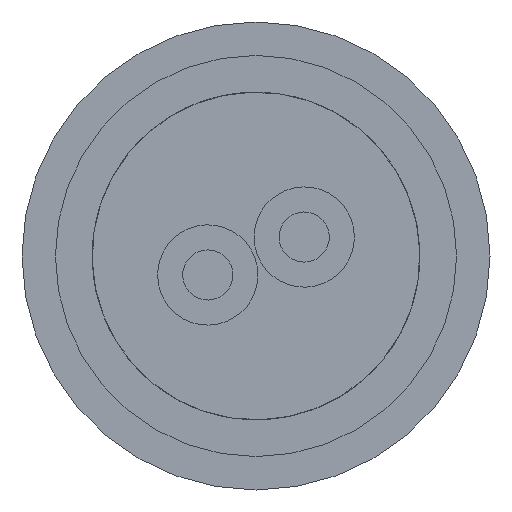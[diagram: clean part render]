
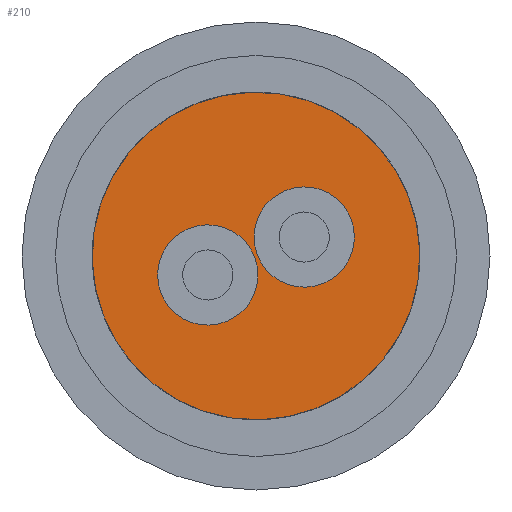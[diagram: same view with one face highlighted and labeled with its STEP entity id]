
A CAD part, front view. The second image highlights one B-rep face of the part: STEP entity #210.
In plain terms, the highlighted face is planar.
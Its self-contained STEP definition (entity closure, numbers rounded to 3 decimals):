
#18 = DIRECTION ( 'NONE',  ( 1., 0., 0. ) ) ;
#37 = DIRECTION ( 'NONE',  ( 0., 0., -1. ) ) ;
#51 = AXIS2_PLACEMENT_3D ( 'NONE', #321, #1158, #984 ) ;
#98 = VERTEX_POINT ( 'NONE', #1074 ) ;
#102 = FACE_BOUND ( 'NONE', #572, .T. ) ;
#118 = EDGE_CURVE ( 'NONE', #550, #963, #155, .T. ) ;
#121 = ORIENTED_EDGE ( 'NONE', *, *, #1049, .F. ) ;
#122 = DIRECTION ( 'NONE',  ( 0., 0., -1. ) ) ;
#142 = CIRCLE ( 'NONE', #371, 2.45 ) ;
#145 = EDGE_LOOP ( 'NONE', ( #955, #810 ) ) ;
#155 = CIRCLE ( 'NONE', #777, 0.75 ) ;
#159 = CARTESIAN_POINT ( 'NONE',  ( 0., 0., 0. ) ) ;
#210 = ADVANCED_FACE ( 'NONE', ( #102, #423, #1166 ), #604, .F. ) ;
#215 = DIRECTION ( 'NONE',  ( 0., 0., 1. ) ) ;
#259 = AXIS2_PLACEMENT_3D ( 'NONE', #689, #122, #18 ) ;
#310 = CARTESIAN_POINT ( 'NONE',  ( -0.775, 0., 0. ) ) ;
#314 = CARTESIAN_POINT ( 'NONE',  ( 2.45, 0., 0. ) ) ;
#315 = CIRCLE ( 'NONE', #359, 0.75 ) ;
#321 = CARTESIAN_POINT ( 'NONE',  ( 0., 0., 0. ) ) ;
#338 = ORIENTED_EDGE ( 'NONE', *, *, #484, .F. ) ;
#359 = AXIS2_PLACEMENT_3D ( 'NONE', #1098, #444, #635 ) ;
#368 = VERTEX_POINT ( 'NONE', #931 ) ;
#371 = AXIS2_PLACEMENT_3D ( 'NONE', #159, #659, #566 ) ;
#418 = CARTESIAN_POINT ( 'NONE',  ( 1.525, 0., 0. ) ) ;
#422 = EDGE_CURVE ( 'NONE', #564, #513, #142, .T. ) ;
#423 = FACE_BOUND ( 'NONE', #1029, .T. ) ;
#444 = DIRECTION ( 'NONE',  ( 0., 0., -1. ) ) ;
#447 = EDGE_CURVE ( 'NONE', #513, #564, #836, .T. ) ;
#484 = EDGE_CURVE ( 'NONE', #963, #550, #1128, .T. ) ;
#493 = DIRECTION ( 'NONE',  ( 0., 0., -1. ) ) ;
#513 = VERTEX_POINT ( 'NONE', #314 ) ;
#541 = AXIS2_PLACEMENT_3D ( 'NONE', #781, #215, #590 ) ;
#550 = VERTEX_POINT ( 'NONE', #418 ) ;
#564 = VERTEX_POINT ( 'NONE', #739 ) ;
#566 = DIRECTION ( 'NONE',  ( 1., 0., 0. ) ) ;
#572 = EDGE_LOOP ( 'NONE', ( #858, #338 ) ) ;
#590 = DIRECTION ( 'NONE',  ( 1., 0., 0. ) ) ;
#604 = PLANE ( 'NONE',  #51 ) ;
#607 = DIRECTION ( 'NONE',  ( 1., 0., 0. ) ) ;
#611 = CARTESIAN_POINT ( 'NONE',  ( 0.025, 0., 0. ) ) ;
#635 = DIRECTION ( 'NONE',  ( -1., 0., 0. ) ) ;
#659 = DIRECTION ( 'NONE',  ( 0., 0., 1. ) ) ;
#689 = CARTESIAN_POINT ( 'NONE',  ( 0.775, 0., 0. ) ) ;
#739 = CARTESIAN_POINT ( 'NONE',  ( -2.45, 0., 0. ) ) ;
#777 = AXIS2_PLACEMENT_3D ( 'NONE', #1162, #493, #607 ) ;
#781 = CARTESIAN_POINT ( 'NONE',  ( 0., 0., 0. ) ) ;
#810 = ORIENTED_EDGE ( 'NONE', *, *, #447, .F. ) ;
#836 = CIRCLE ( 'NONE', #541, 2.45 ) ;
#858 = ORIENTED_EDGE ( 'NONE', *, *, #118, .F. ) ;
#931 = CARTESIAN_POINT ( 'NONE',  ( -0.025, 0., 0. ) ) ;
#955 = ORIENTED_EDGE ( 'NONE', *, *, #422, .F. ) ;
#963 = VERTEX_POINT ( 'NONE', #611 ) ;
#977 = ORIENTED_EDGE ( 'NONE', *, *, #1071, .F. ) ;
#984 = DIRECTION ( 'NONE',  ( 1., 0., 0. ) ) ;
#1029 = EDGE_LOOP ( 'NONE', ( #121, #977 ) ) ;
#1044 = CIRCLE ( 'NONE', #1200, 0.75 ) ;
#1049 = EDGE_CURVE ( 'NONE', #368, #98, #1044, .T. ) ;
#1071 = EDGE_CURVE ( 'NONE', #98, #368, #315, .T. ) ;
#1074 = CARTESIAN_POINT ( 'NONE',  ( -1.525, 0., 0. ) ) ;
#1098 = CARTESIAN_POINT ( 'NONE',  ( -0.775, 0., 0. ) ) ;
#1128 = CIRCLE ( 'NONE', #259, 0.75 ) ;
#1158 = DIRECTION ( 'NONE',  ( 0., 0., 1. ) ) ;
#1162 = CARTESIAN_POINT ( 'NONE',  ( 0.775, 0., 0. ) ) ;
#1166 = FACE_OUTER_BOUND ( 'NONE', #145, .T. ) ;
#1187 = DIRECTION ( 'NONE',  ( -1., 0., 0. ) ) ;
#1200 = AXIS2_PLACEMENT_3D ( 'NONE', #310, #37, #1187 ) ;
